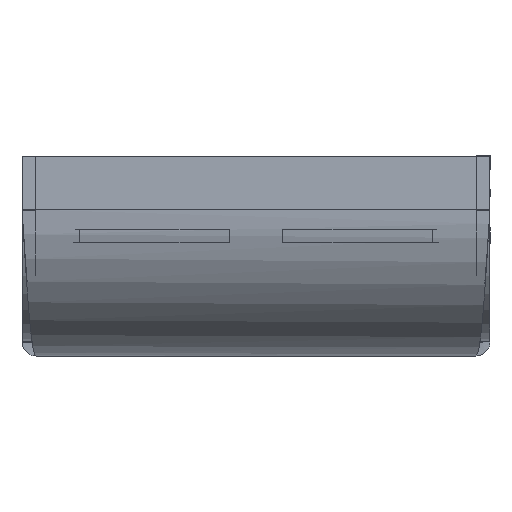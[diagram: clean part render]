
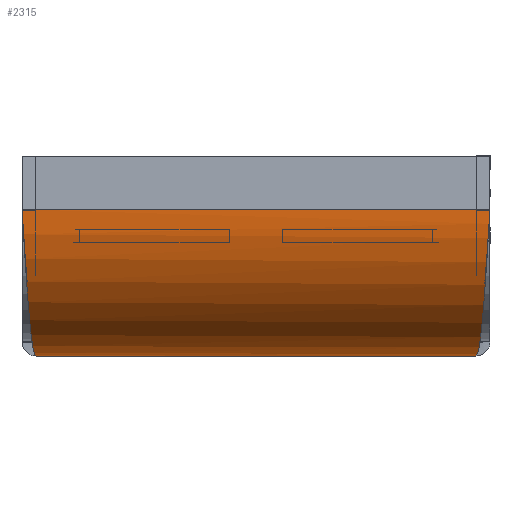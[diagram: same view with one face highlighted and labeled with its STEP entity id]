
A CAD part, left-side view. The second image highlights one B-rep face of the part: STEP entity #2315.
In plain terms, the highlighted cylindrical face has radius 22 mm (diameter 44 mm), a partial arc.
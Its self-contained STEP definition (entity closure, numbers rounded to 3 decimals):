
#215 = CARTESIAN_POINT ( 'NONE',  ( -300., -35.1, 20. ) ) ;
#258 = CARTESIAN_POINT ( 'NONE',  ( -300., 35.1, 20. ) ) ;
#274 = CARTESIAN_POINT ( 'NONE',  ( -278., -33., -2. ) ) ;
#281 = CARTESIAN_POINT ( 'NONE',  ( -278., 33., -2. ) ) ;
#416 = VECTOR ( 'NONE', #2669, 1000. ) ;
#746 = EDGE_CURVE ( 'NONE', #3443, #3420, #3259, .T. ) ;
#749 = EDGE_CURVE ( 'NONE', #3427, #3486, #3264, .T. ) ;
#751 = EDGE_CURVE ( 'NONE', #3486, #3443, #2673, .T. ) ;
#808 = EDGE_CURVE ( 'NONE', #3420, #3427, #2398, .T. ) ;
#1172 = DIRECTION ( 'NONE',  ( 0., 0., 1. ) ) ;
#1173 = CYLINDRICAL_SURFACE ( 'NONE', #2792, 22. ) ;
#1177 = CARTESIAN_POINT ( 'NONE',  ( -278., -77.59, 20. ) ) ;
#1178 = FACE_OUTER_BOUND ( 'NONE', #4092, .T. ) ;
#1186 = DIRECTION ( 'NONE',  ( 0., 1., 0. ) ) ;
#2315 = ADVANCED_FACE ( 'NONE', ( #1178 ), #1173, .T. ) ;
#2396 = DIRECTION ( 'NONE',  ( 0., -1., 0. ) ) ;
#2397 = CARTESIAN_POINT ( 'NONE',  ( -278., 33., -2. ) ) ;
#2398 = LINE ( 'NONE', #2397, #3047 ) ;
#2669 = DIRECTION ( 'NONE',  ( 0., 1., 0. ) ) ;
#2671 = CARTESIAN_POINT ( 'NONE',  ( -300., 33., 20. ) ) ;
#2673 = LINE ( 'NONE', #2671, #416 ) ;
#2675 = CARTESIAN_POINT ( 'NONE',  ( -285.089, -33.437, -0.876 ) ) ;
#2677 = CARTESIAN_POINT ( 'NONE',  ( -300., -35.1, 20. ) ) ;
#2679 = CARTESIAN_POINT ( 'NONE',  ( -300., -35.013, 18.56 ) ) ;
#2680 = CARTESIAN_POINT ( 'NONE',  ( -299.858, -34.925, 17.12 ) ) ;
#2682 = CARTESIAN_POINT ( 'NONE',  ( -299.296, -34.75, 14.296 ) ) ;
#2683 = CARTESIAN_POINT ( 'NONE',  ( -298.876, -34.663, 12.911 ) ) ;
#2684 = CARTESIAN_POINT ( 'NONE',  ( -297.774, -34.488, 10.251 ) ) ;
#2687 = CARTESIAN_POINT ( 'NONE',  ( -297.092, -34.4, 8.975 ) ) ;
#2689 = CARTESIAN_POINT ( 'NONE',  ( -283.704, -33.35, -1.296 ) ) ;
#2690 = CARTESIAN_POINT ( 'NONE',  ( -295.492, -34.225, 6.58 ) ) ;
#2692 = CARTESIAN_POINT ( 'NONE',  ( -294.575, -34.138, 5.462 ) ) ;
#2693 = CARTESIAN_POINT ( 'NONE',  ( -292.538, -33.963, 3.425 ) ) ;
#2695 = CARTESIAN_POINT ( 'NONE',  ( -291.42, -33.875, 2.508 ) ) ;
#2696 = CARTESIAN_POINT ( 'NONE',  ( -289.025, -33.7, 0.908 ) ) ;
#2700 = CARTESIAN_POINT ( 'NONE',  ( -280.88, -33.175, -1.858 ) ) ;
#2702 = CARTESIAN_POINT ( 'NONE',  ( -287.749, -33.613, 0.226 ) ) ;
#2792 = AXIS2_PLACEMENT_3D ( 'NONE', #1177, #1186, #1172 ) ;
#3047 = VECTOR ( 'NONE', #2396, 1000. ) ;
#3055 = CARTESIAN_POINT ( 'NONE',  ( -279.44, -33.087, -2. ) ) ;
#3056 = CARTESIAN_POINT ( 'NONE',  ( -278., 33., -2. ) ) ;
#3057 = CARTESIAN_POINT ( 'NONE',  ( -279.44, 33.088, -2. ) ) ;
#3058 = CARTESIAN_POINT ( 'NONE',  ( -300., 35.013, 18.56 ) ) ;
#3059 = CARTESIAN_POINT ( 'NONE',  ( -280.88, 33.175, -1.858 ) ) ;
#3060 = CARTESIAN_POINT ( 'NONE',  ( -283.704, 33.35, -1.296 ) ) ;
#3061 = CARTESIAN_POINT ( 'NONE',  ( -285.089, 33.438, -0.876 ) ) ;
#3062 = CARTESIAN_POINT ( 'NONE',  ( -287.749, 33.613, 0.226 ) ) ;
#3063 = CARTESIAN_POINT ( 'NONE',  ( -289.025, 33.7, 0.908 ) ) ;
#3064 = CARTESIAN_POINT ( 'NONE',  ( -291.42, 33.875, 2.508 ) ) ;
#3065 = CARTESIAN_POINT ( 'NONE',  ( -278., -33., -2. ) ) ;
#3066 = CARTESIAN_POINT ( 'NONE',  ( -292.538, 33.963, 3.425 ) ) ;
#3067 = CARTESIAN_POINT ( 'NONE',  ( -294.575, 34.138, 5.462 ) ) ;
#3068 = CARTESIAN_POINT ( 'NONE',  ( -295.492, 34.225, 6.58 ) ) ;
#3069 = CARTESIAN_POINT ( 'NONE',  ( -297.092, 34.4, 8.975 ) ) ;
#3070 = CARTESIAN_POINT ( 'NONE',  ( -297.774, 34.488, 10.251 ) ) ;
#3071 = CARTESIAN_POINT ( 'NONE',  ( -298.876, 34.663, 12.911 ) ) ;
#3072 = CARTESIAN_POINT ( 'NONE',  ( -300., 35.1, 20. ) ) ;
#3073 = CARTESIAN_POINT ( 'NONE',  ( -299.296, 34.75, 14.296 ) ) ;
#3074 = CARTESIAN_POINT ( 'NONE',  ( -299.858, 34.925, 17.12 ) ) ;
#3259 = B_SPLINE_CURVE_WITH_KNOTS ( 'NONE', 3,
 ( #3072, #3058, #3074, #3073, #3071, #3070, #3069, #3068, #3067, #3066, #3064, #3063, #3062, #3061, #3060, #3059, #3057, #3056 ),
 .UNSPECIFIED., .F., .F.,
 ( 4, 2, 2, 2, 2, 2, 2, 2, 4 ),
 ( 0., 0.125, 0.25, 0.375, 0.5, 0.625, 0.75, 0.875, 1. ),
 .UNSPECIFIED. ) ;
#3264 = B_SPLINE_CURVE_WITH_KNOTS ( 'NONE', 3,
 ( #3065, #3055, #2700, #2689, #2675, #2702, #2696, #2695, #2693, #2692, #2690, #2687, #2684, #2683, #2682, #2680, #2679, #2677 ),
 .UNSPECIFIED., .F., .F.,
 ( 4, 2, 2, 2, 2, 2, 2, 2, 4 ),
 ( 0., 0.125, 0.25, 0.375, 0.5, 0.625, 0.75, 0.875, 1. ),
 .UNSPECIFIED. ) ;
#3420 = VERTEX_POINT ( 'NONE', #281 ) ;
#3427 = VERTEX_POINT ( 'NONE', #274 ) ;
#3443 = VERTEX_POINT ( 'NONE', #258 ) ;
#3486 = VERTEX_POINT ( 'NONE', #215 ) ;
#3659 = ORIENTED_EDGE ( 'NONE', *, *, #746, .T. ) ;
#3660 = ORIENTED_EDGE ( 'NONE', *, *, #751, .T. ) ;
#3661 = ORIENTED_EDGE ( 'NONE', *, *, #749, .T. ) ;
#3662 = ORIENTED_EDGE ( 'NONE', *, *, #808, .T. ) ;
#4092 = EDGE_LOOP ( 'NONE', ( #3662, #3661, #3660, #3659 ) ) ;
